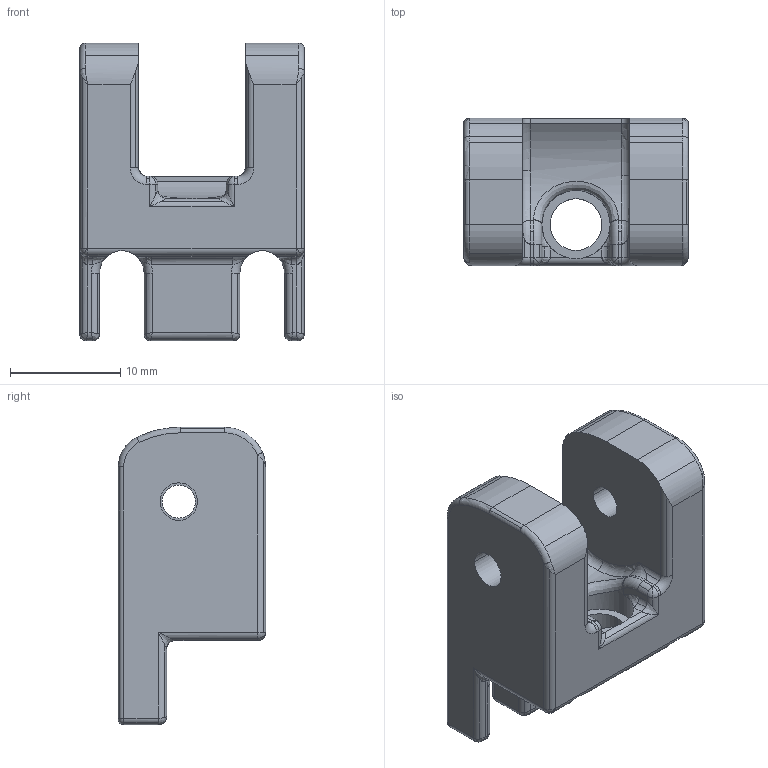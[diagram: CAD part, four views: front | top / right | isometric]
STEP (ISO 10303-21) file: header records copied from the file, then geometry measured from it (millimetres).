
FILE_DESCRIPTION (( 'STEP AP214' ), '1' );
FILE_NAME ('z_tensioner_heatset.step', '2021-09-30T05:51:06', ( '' ), ( '' ), 'SwSTEP 2.0', 'SolidWorks 2021', '' );
FILE_SCHEMA (( 'AUTOMOTIVE_DESIGN' ));
Length unit declared in the file: millimetre
Products named in the file (1): z_tensioner_heatset
Bounding box: 20.4 x 13.4 x 27.02 mm (x, y, z)
Volume: 3606.9 mm3; surface area: 2335.8 mm2
Topology: 1 solids, 1 shells, 216 faces, 556 edges, 326 vertices
Faces by surface type: cylinder 123, torus 30, plane 30, bspline 25, sphere 8
Entity records: 7744 total; most frequent: CARTESIAN_POINT 2789, ORIENTED_EDGE 1080, DIRECTION 973, EDGE_CURVE 540, AXIS2_PLACEMENT_3D 388, VERTEX_POINT 326, EDGE_LOOP 222, ADVANCED_FACE 216
